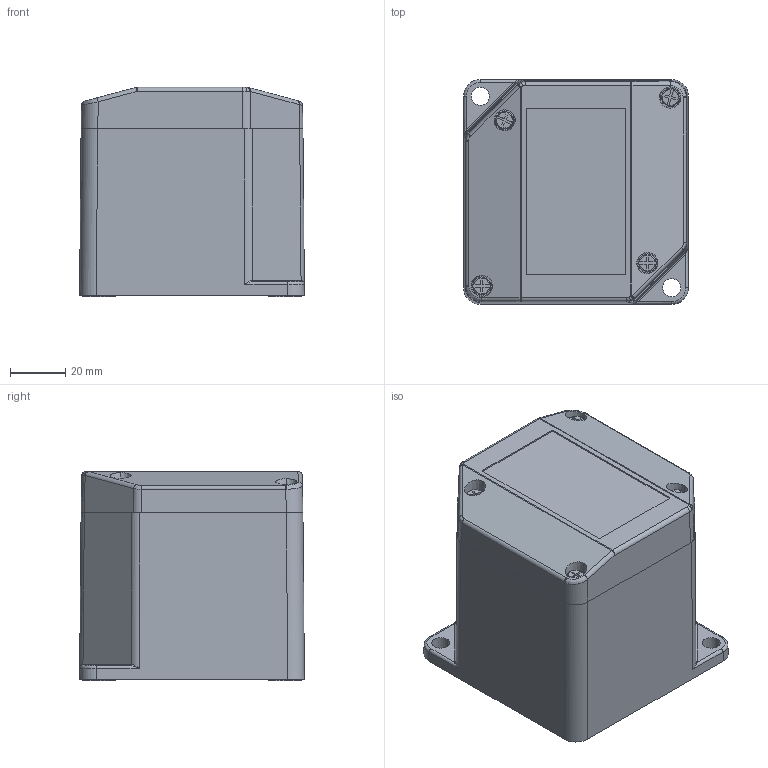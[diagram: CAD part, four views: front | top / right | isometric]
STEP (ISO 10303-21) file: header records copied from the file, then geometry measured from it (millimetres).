
FILE_DESCRIPTION (( 'STEP AP214' ), '1' );
FILE_NAME ('26880100.STEP', '2017-06-08T12:58:40', ( 'Macha' ), ( 'Hewlett-Packard Company' ), 'SwSTEP 2.0', 'SolidWorks 2015', '' );
FILE_SCHEMA (( 'AUTOMOTIVE_DESIGN' ));
Length unit declared in the file: millimetre
Products named in the file (7): 82291_270; 82014_270; 93131; 23001_Deckel_Zeichnung; 23001_Unterteil_Ohne Radien; 26880100; 92684
Assembly tree (9 placements, depth 2):
  26880100
    23001_Unterteil_Ohne Radien
    23001_Deckel_Zeichnung
    93131  x4
    82014_270
    82291_270
    92684
Bounding box: 81.09 x 81.09 x 75.5 mm (x, y, z)
Volume: 171930.9 mm3; surface area: 74852.3 mm2
Topology: 17 solids, 17 shells, 1412 faces, 3552 edges, 2237 vertices
Faces by surface type: plane 641, cylinder 245, cone 218, bspline 208, torus 88, sphere 12
Entity records: 52046 total; most frequent: CARTESIAN_POINT 20311, ORIENTED_EDGE 6652, DIRECTION 5379, EDGE_CURVE 3326, VERTEX_POINT 2111, AXIS2_PLACEMENT_3D 1827, LINE 1725, VECTOR 1725
